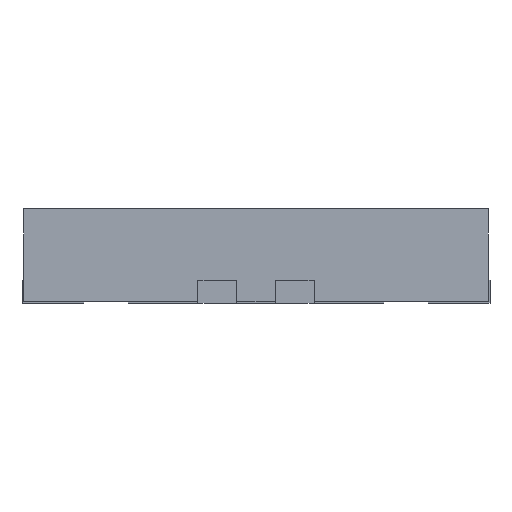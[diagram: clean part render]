
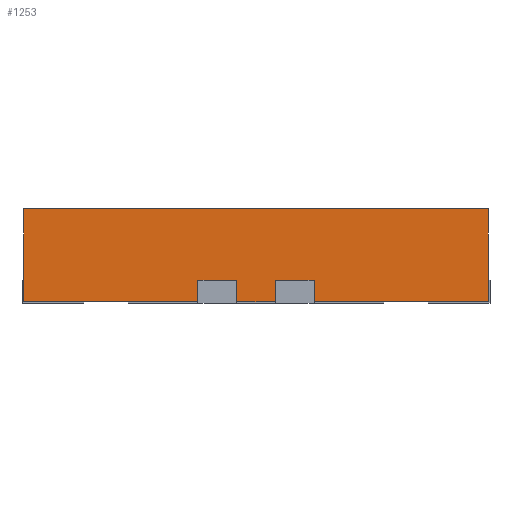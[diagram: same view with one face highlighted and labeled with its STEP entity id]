
A CAD part, front view. The second image highlights one B-rep face of the part: STEP entity #1253.
In plain terms, the highlighted planar face has unit normal (0, -1, 0).
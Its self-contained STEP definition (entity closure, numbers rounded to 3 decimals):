
#796 = VERTEX_POINT('',#797);
#797 = CARTESIAN_POINT('',(-0.939,-3.757,
    0.025));
#803 = EDGE_CURVE('',#804,#796,#806,.T.);
#804 = VERTEX_POINT('',#805);
#805 = CARTESIAN_POINT('',(-3.757,-3.757,
    0.025));
#806 = LINE('',#807,#808);
#807 = CARTESIAN_POINT('',(-3.757,-3.757,
    0.025));
#808 = VECTOR('',#809,1.);
#809 = DIRECTION('',(1.,0.,0.));
#985 = EDGE_CURVE('',#986,#988,#990,.T.);
#986 = VERTEX_POINT('',#987);
#987 = CARTESIAN_POINT('',(-0.313,-3.757,
    0.025));
#988 = VERTEX_POINT('',#989);
#989 = CARTESIAN_POINT('',(0.313,-3.757,
    0.025));
#990 = LINE('',#991,#992);
#991 = CARTESIAN_POINT('',(-3.757,-3.757,
    0.025));
#992 = VECTOR('',#993,1.);
#993 = DIRECTION('',(1.,0.,0.));
#1212 = VERTEX_POINT('',#1213);
#1213 = CARTESIAN_POINT('',(3.757,-3.757,
    0.025));
#1219 = EDGE_CURVE('',#1220,#1212,#1222,.T.);
#1220 = VERTEX_POINT('',#1221);
#1221 = CARTESIAN_POINT('',(0.939,-3.757,
    0.025));
#1222 = LINE('',#1223,#1224);
#1223 = CARTESIAN_POINT('',(-3.757,-3.757,
    0.025));
#1224 = VECTOR('',#1225,1.);
#1225 = DIRECTION('',(1.,0.,0.));
#1253 = ADVANCED_FACE('',(#1254),#1325,.F.);
#1254 = FACE_BOUND('',#1255,.T.);
#1255 = EDGE_LOOP('',(#1256,#1264,#1272,#1278,#1279,#1287,#1295,#1301,
    #1302,#1310,#1318,#1324));
#1256 = ORIENTED_EDGE('',*,*,#1257,.F.);
#1257 = EDGE_CURVE('',#1258,#796,#1260,.T.);
#1258 = VERTEX_POINT('',#1259);
#1259 = CARTESIAN_POINT('',(-0.939,-3.757,
    0.376));
#1260 = LINE('',#1261,#1262);
#1261 = CARTESIAN_POINT('',(-0.939,-3.757,
    1.528));
#1262 = VECTOR('',#1263,1.);
#1263 = DIRECTION('',(0.,-0.,-1.));
#1264 = ORIENTED_EDGE('',*,*,#1265,.T.);
#1265 = EDGE_CURVE('',#1258,#1266,#1268,.T.);
#1266 = VERTEX_POINT('',#1267);
#1267 = CARTESIAN_POINT('',(-0.313,-3.757,
    0.376));
#1268 = LINE('',#1269,#1270);
#1269 = CARTESIAN_POINT('',(-3.757,-3.757,
    0.376));
#1270 = VECTOR('',#1271,1.);
#1271 = DIRECTION('',(1.,0.,0.));
#1272 = ORIENTED_EDGE('',*,*,#1273,.F.);
#1273 = EDGE_CURVE('',#986,#1266,#1274,.T.);
#1274 = LINE('',#1275,#1276);
#1275 = CARTESIAN_POINT('',(-0.313,-3.757,
    1.528));
#1276 = VECTOR('',#1277,1.);
#1277 = DIRECTION('',(0.,0.,1.));
#1278 = ORIENTED_EDGE('',*,*,#985,.T.);
#1279 = ORIENTED_EDGE('',*,*,#1280,.F.);
#1280 = EDGE_CURVE('',#1281,#988,#1283,.T.);
#1281 = VERTEX_POINT('',#1282);
#1282 = CARTESIAN_POINT('',(0.313,-3.757,
    0.376));
#1283 = LINE('',#1284,#1285);
#1284 = CARTESIAN_POINT('',(0.313,-3.757,
    1.528));
#1285 = VECTOR('',#1286,1.);
#1286 = DIRECTION('',(0.,-0.,-1.));
#1287 = ORIENTED_EDGE('',*,*,#1288,.T.);
#1288 = EDGE_CURVE('',#1281,#1289,#1291,.T.);
#1289 = VERTEX_POINT('',#1290);
#1290 = CARTESIAN_POINT('',(0.939,-3.757,
    0.376));
#1291 = LINE('',#1292,#1293);
#1292 = CARTESIAN_POINT('',(-3.757,-3.757,
    0.376));
#1293 = VECTOR('',#1294,1.);
#1294 = DIRECTION('',(1.,0.,0.));
#1295 = ORIENTED_EDGE('',*,*,#1296,.F.);
#1296 = EDGE_CURVE('',#1220,#1289,#1297,.T.);
#1297 = LINE('',#1298,#1299);
#1298 = CARTESIAN_POINT('',(0.939,-3.757,
    1.528));
#1299 = VECTOR('',#1300,1.);
#1300 = DIRECTION('',(0.,0.,1.));
#1301 = ORIENTED_EDGE('',*,*,#1219,.T.);
#1302 = ORIENTED_EDGE('',*,*,#1303,.F.);
#1303 = EDGE_CURVE('',#1304,#1212,#1306,.T.);
#1304 = VERTEX_POINT('',#1305);
#1305 = CARTESIAN_POINT('',(3.757,-3.757,
    1.528));
#1306 = LINE('',#1307,#1308);
#1307 = CARTESIAN_POINT('',(3.757,-3.757,
    1.528));
#1308 = VECTOR('',#1309,1.);
#1309 = DIRECTION('',(0.,0.,-1.));
#1310 = ORIENTED_EDGE('',*,*,#1311,.F.);
#1311 = EDGE_CURVE('',#1312,#1304,#1314,.T.);
#1312 = VERTEX_POINT('',#1313);
#1313 = CARTESIAN_POINT('',(-3.757,-3.757,
    1.528));
#1314 = LINE('',#1315,#1316);
#1315 = CARTESIAN_POINT('',(-3.757,-3.757,
    1.528));
#1316 = VECTOR('',#1317,1.);
#1317 = DIRECTION('',(1.,0.,0.));
#1318 = ORIENTED_EDGE('',*,*,#1319,.T.);
#1319 = EDGE_CURVE('',#1312,#804,#1320,.T.);
#1320 = LINE('',#1321,#1322);
#1321 = CARTESIAN_POINT('',(-3.757,-3.757,
    1.528));
#1322 = VECTOR('',#1323,1.);
#1323 = DIRECTION('',(0.,0.,-1.));
#1324 = ORIENTED_EDGE('',*,*,#803,.T.);
#1325 = PLANE('',#1326);
#1326 = AXIS2_PLACEMENT_3D('',#1327,#1328,#1329);
#1327 = CARTESIAN_POINT('',(-3.757,-3.757,
    1.528));
#1328 = DIRECTION('',(0.,1.,0.));
#1329 = DIRECTION('',(0.,-0.,1.));
